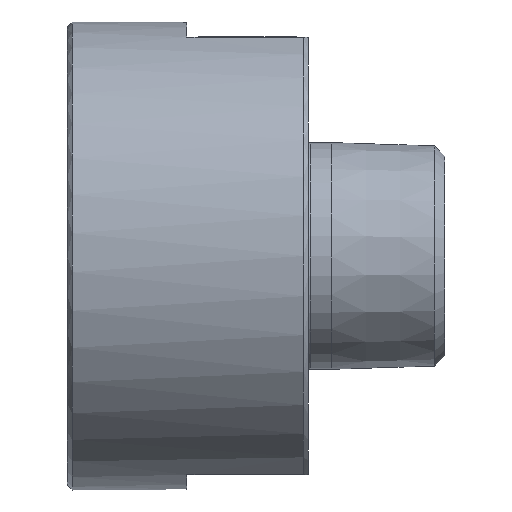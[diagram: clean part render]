
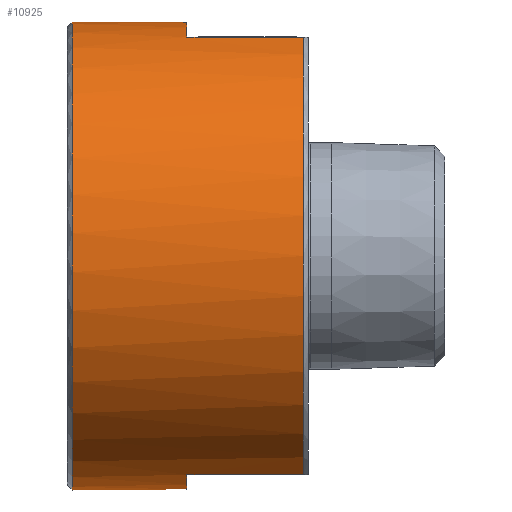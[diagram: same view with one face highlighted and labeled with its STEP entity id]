
A CAD part, front view. The second image highlights one B-rep face of the part: STEP entity #10925.
In plain terms, the highlighted cylindrical face has radius 34.75 mm (diameter 69.5 mm), a full revolution.
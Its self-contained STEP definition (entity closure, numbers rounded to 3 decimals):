
#122 = ORIENTED_EDGE ( 'NONE', *, *, #2175, .T. ) ;
#1499 = CIRCLE ( 'NONE', #7114, 34.75 ) ;
#1735 = CIRCLE ( 'NONE', #11642, 34.75 ) ;
#1795 = DIRECTION ( 'NONE',  ( 1., 0., 0. ) ) ;
#1911 = DIRECTION ( 'NONE',  ( -1., 0., 0. ) ) ;
#2080 = AXIS2_PLACEMENT_3D ( 'NONE', #7923, #1911, #4074 ) ;
#2175 = EDGE_CURVE ( 'NONE', #4103, #3825, #6525, .T. ) ;
#2194 = CIRCLE ( 'NONE', #9130, 34.75 ) ;
#2335 = CIRCLE ( 'NONE', #4202, 34.75 ) ;
#2649 = DIRECTION ( 'NONE',  ( -1., 0., 0. ) ) ;
#2724 = LINE ( 'NONE', #15638, #7092 ) ;
#2740 = FACE_OUTER_BOUND ( 'NONE', #9922, .T. ) ;
#2768 = AXIS2_PLACEMENT_3D ( 'NONE', #9404, #12190, #3049 ) ;
#2876 = CARTESIAN_POINT ( 'NONE',  ( 17.75, -12.301, -32.5 ) ) ;
#2948 = CARTESIAN_POINT ( 'NONE',  ( 17.75, 12.301, -32.5 ) ) ;
#3049 = DIRECTION ( 'NONE',  ( 0., 0., -1. ) ) ;
#3159 = EDGE_CURVE ( 'NONE', #15162, #11540, #2724, .T. ) ;
#3288 = CARTESIAN_POINT ( 'NONE',  ( 35.05, 12.301, -32.5 ) ) ;
#3723 = CARTESIAN_POINT ( 'NONE',  ( 0.7, 0., -34.75 ) ) ;
#3724 = CARTESIAN_POINT ( 'NONE',  ( 35.05, 0., 0. ) ) ;
#3825 = VERTEX_POINT ( 'NONE', #13306 ) ;
#3891 = ORIENTED_EDGE ( 'NONE', *, *, #9704, .F. ) ;
#3978 = DIRECTION ( 'NONE',  ( 0., 0., -1. ) ) ;
#4074 = DIRECTION ( 'NONE',  ( 0., 0., 1. ) ) ;
#4103 = VERTEX_POINT ( 'NONE', #14723 ) ;
#4202 = AXIS2_PLACEMENT_3D ( 'NONE', #7332, #13789, #12212 ) ;
#4290 = CARTESIAN_POINT ( 'NONE',  ( 0.7, 0., 0. ) ) ;
#4595 = CARTESIAN_POINT ( 'NONE',  ( 35.05, 12.301, 32.5 ) ) ;
#5636 = DIRECTION ( 'NONE',  ( -1., 0., 0. ) ) ;
#5812 = ORIENTED_EDGE ( 'NONE', *, *, #11082, .T. ) ;
#6076 = ORIENTED_EDGE ( 'NONE', *, *, #15274, .F. ) ;
#6235 = EDGE_CURVE ( 'NONE', #10149, #15162, #1735, .T. ) ;
#6525 = CIRCLE ( 'NONE', #2768, 34.75 ) ;
#6706 = LINE ( 'NONE', #9030, #6712 ) ;
#6712 = VECTOR ( 'NONE', #15510, 1000. ) ;
#6902 = CARTESIAN_POINT ( 'NONE',  ( 0., -12.301, -32.5 ) ) ;
#7092 = VECTOR ( 'NONE', #9250, 1000. ) ;
#7114 = AXIS2_PLACEMENT_3D ( 'NONE', #4290, #1795, #3978 ) ;
#7332 = CARTESIAN_POINT ( 'NONE',  ( 17.75, 0., 0. ) ) ;
#7471 = DIRECTION ( 'NONE',  ( -1., 0., 0. ) ) ;
#7500 = DIRECTION ( 'NONE',  ( 0., 0., 1. ) ) ;
#7837 = FACE_OUTER_BOUND ( 'NONE', #12221, .T. ) ;
#7923 = CARTESIAN_POINT ( 'NONE',  ( 0., 0., 0. ) ) ;
#7929 = EDGE_CURVE ( 'NONE', #10234, #8884, #2194, .T. ) ;
#8724 = ORIENTED_EDGE ( 'NONE', *, *, #3159, .T. ) ;
#8780 = EDGE_CURVE ( 'NONE', #14289, #14289, #1499, .T. ) ;
#8833 = CARTESIAN_POINT ( 'NONE',  ( 35.05, -12.301, -32.5 ) ) ;
#8884 = VERTEX_POINT ( 'NONE', #14783 ) ;
#8939 = EDGE_CURVE ( 'NONE', #8884, #4103, #11334, .T. ) ;
#9030 = CARTESIAN_POINT ( 'NONE',  ( 0., 12.301, 32.5 ) ) ;
#9130 = AXIS2_PLACEMENT_3D ( 'NONE', #3724, #11286, #7500 ) ;
#9250 = DIRECTION ( 'NONE',  ( -1., 0., 0. ) ) ;
#9336 = CARTESIAN_POINT ( 'NONE',  ( 35.05, 0., 0. ) ) ;
#9404 = CARTESIAN_POINT ( 'NONE',  ( 17.75, 0., 0. ) ) ;
#9704 = EDGE_CURVE ( 'NONE', #10234, #11832, #13258, .T. ) ;
#9922 = EDGE_LOOP ( 'NONE', ( #15268 ) ) ;
#9989 = ORIENTED_EDGE ( 'NONE', *, *, #7929, .T. ) ;
#10149 = VERTEX_POINT ( 'NONE', #4595 ) ;
#10234 = VERTEX_POINT ( 'NONE', #8833 ) ;
#10856 = DIRECTION ( 'NONE',  ( 0., 0., 1. ) ) ;
#10925 = ADVANCED_FACE ( 'NONE', ( #2740, #7837 ), #12962, .T. ) ;
#11082 = EDGE_CURVE ( 'NONE', #11540, #11832, #2335, .T. ) ;
#11177 = CARTESIAN_POINT ( 'NONE',  ( 0., -12.301, 32.5 ) ) ;
#11286 = DIRECTION ( 'NONE',  ( -1., 0., 0. ) ) ;
#11334 = LINE ( 'NONE', #11177, #13523 ) ;
#11520 = ORIENTED_EDGE ( 'NONE', *, *, #8939, .T. ) ;
#11540 = VERTEX_POINT ( 'NONE', #2948 ) ;
#11642 = AXIS2_PLACEMENT_3D ( 'NONE', #9336, #2649, #10856 ) ;
#11832 = VERTEX_POINT ( 'NONE', #2876 ) ;
#12190 = DIRECTION ( 'NONE',  ( -1., 0., 0. ) ) ;
#12212 = DIRECTION ( 'NONE',  ( 0., 0., -1. ) ) ;
#12221 = EDGE_LOOP ( 'NONE', ( #6076, #15868, #8724, #5812, #3891, #9989, #11520, #122 ) ) ;
#12962 = CYLINDRICAL_SURFACE ( 'NONE', #2080, 34.75 ) ;
#13258 = LINE ( 'NONE', #6902, #13821 ) ;
#13306 = CARTESIAN_POINT ( 'NONE',  ( 17.75, 12.301, 32.5 ) ) ;
#13523 = VECTOR ( 'NONE', #7471, 1000. ) ;
#13789 = DIRECTION ( 'NONE',  ( -1., 0., 0. ) ) ;
#13821 = VECTOR ( 'NONE', #5636, 1000. ) ;
#14289 = VERTEX_POINT ( 'NONE', #3723 ) ;
#14723 = CARTESIAN_POINT ( 'NONE',  ( 17.75, -12.301, 32.5 ) ) ;
#14783 = CARTESIAN_POINT ( 'NONE',  ( 35.05, -12.301, 32.5 ) ) ;
#15162 = VERTEX_POINT ( 'NONE', #3288 ) ;
#15268 = ORIENTED_EDGE ( 'NONE', *, *, #8780, .T. ) ;
#15274 = EDGE_CURVE ( 'NONE', #10149, #3825, #6706, .T. ) ;
#15510 = DIRECTION ( 'NONE',  ( -1., 0., 0. ) ) ;
#15638 = CARTESIAN_POINT ( 'NONE',  ( 0., 12.301, -32.5 ) ) ;
#15868 = ORIENTED_EDGE ( 'NONE', *, *, #6235, .T. ) ;
